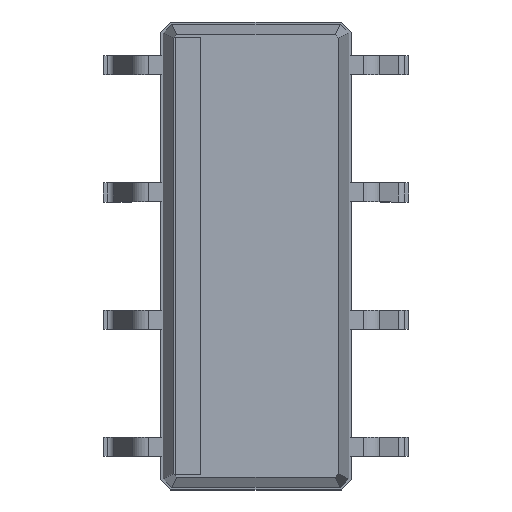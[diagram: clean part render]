
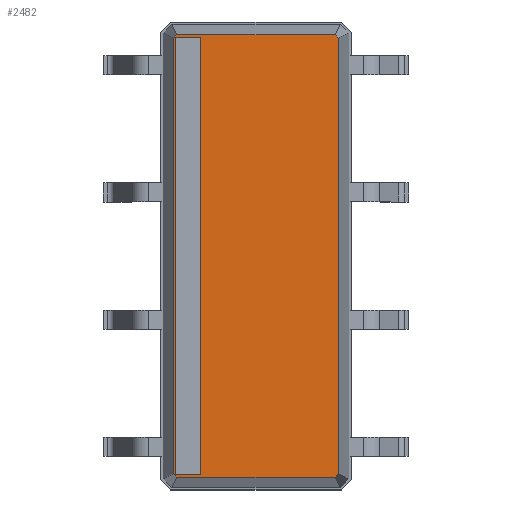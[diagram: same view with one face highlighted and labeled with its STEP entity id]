
A CAD part, top view. The second image highlights one B-rep face of the part: STEP entity #2482.
In plain terms, the highlighted planar face has unit normal (0, 0, 1).
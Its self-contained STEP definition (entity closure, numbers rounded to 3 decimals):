
#27=VECTOR('',#28,1.);
#28=DIRECTION('',(0.,1.,0.));
#83=VECTOR('',#84,1.);
#84=DIRECTION('',(0.707,0.707,0.));
#90=VECTOR('',#91,1.);
#91=DIRECTION('',(1.,0.,0.));
#97=VECTOR('',#98,1.);
#98=DIRECTION('',(0.707,-0.707,0.));
#104=VECTOR('',#105,1.);
#105=DIRECTION('',(0.,-1.,0.));
#111=VECTOR('',#112,1.);
#112=DIRECTION('',(-0.707,-0.707,0.));
#118=VECTOR('',#119,1.);
#119=DIRECTION('',(-1.,0.,0.));
#123=VECTOR('',#124,1.);
#124=DIRECTION('',(-0.707,0.707,0.));
#127=DIRECTION('',(0.,0.,-1.));
#1405=VERTEX_POINT('',#1406);
#1406=CARTESIAN_POINT('',(1.651,-4.347,2.184));
#1409=EDGE_CURVE('',#1410,#1405,#1412,.T.);
#1410=VERTEX_POINT('',#1411);
#1411=CARTESIAN_POINT('',(1.651,4.347,2.184));
#1412=LINE('',#1411,#104);
#1423=VERTEX_POINT('',#1424);
#1424=CARTESIAN_POINT('',(1.578,-4.42,2.184));
#1427=EDGE_CURVE('',#1405,#1423,#1428,.T.);
#1428=LINE('',#1406,#111);
#1437=VERTEX_POINT('',#1438);
#1438=CARTESIAN_POINT('',(-1.578,-4.42,2.184));
#1441=EDGE_CURVE('',#1423,#1437,#1442,.T.);
#1442=LINE('',#1424,#118);
#1451=VERTEX_POINT('',#1452);
#1452=CARTESIAN_POINT('',(-1.651,-4.347,2.184));
#1455=EDGE_CURVE('',#1437,#1451,#1456,.T.);
#1456=LINE('',#1438,#123);
#1477=VERTEX_POINT('',#1478);
#1478=CARTESIAN_POINT('',(-1.651,4.347,2.184));
#1481=EDGE_CURVE('',#1451,#1477,#1482,.T.);
#1482=LINE('',#1452,#27);
#1853=VERTEX_POINT('',#1854);
#1854=CARTESIAN_POINT('',(-1.578,4.42,2.184));
#1857=EDGE_CURVE('',#1477,#1853,#1858,.T.);
#1858=LINE('',#1478,#83);
#1867=VERTEX_POINT('',#1868);
#1868=CARTESIAN_POINT('',(1.578,4.42,2.184));
#1871=EDGE_CURVE('',#1853,#1867,#1872,.T.);
#1872=LINE('',#1854,#90);
#1881=EDGE_CURVE('',#1867,#1410,#1882,.T.);
#1882=LINE('',#1868,#97);
#2482=ADVANCED_FACE('',(#2483,#2493),#2521,.F.);
#2483=FACE_BOUND('',#2484,.F.);
#2484=EDGE_LOOP('',(#2485,#2486,#2487,#2488,#2489,#2490,#2491,#2492));
#2485=ORIENTED_EDGE('',*,*,#1481,.T.);
#2486=ORIENTED_EDGE('',*,*,#1857,.T.);
#2487=ORIENTED_EDGE('',*,*,#1871,.T.);
#2488=ORIENTED_EDGE('',*,*,#1881,.T.);
#2489=ORIENTED_EDGE('',*,*,#1409,.T.);
#2490=ORIENTED_EDGE('',*,*,#1427,.T.);
#2491=ORIENTED_EDGE('',*,*,#1441,.T.);
#2492=ORIENTED_EDGE('',*,*,#1455,.T.);
#2493=FACE_BOUND('',#2494,.F.);
#2494=EDGE_LOOP('',(#2495,#2505,#2511,#2517));
#2495=ORIENTED_EDGE('',*,*,#2496,.F.);
#2496=EDGE_CURVE('',#2497,#2499,#2501,.T.);
#2497=VERTEX_POINT('',#2498);
#2498=CARTESIAN_POINT('',(-1.601,4.37,2.184));
#2499=VERTEX_POINT('',#2500);
#2500=CARTESIAN_POINT('',(-1.101,4.37,2.184));
#2501=LINE('',#2502,#2503);
#2502=CARTESIAN_POINT('',(-1.626,4.37,2.184));
#2503=VECTOR('',#2504,1.);
#2504=DIRECTION('',(1.,-0.,0.));
#2505=ORIENTED_EDGE('',*,*,#2506,.T.);
#2506=EDGE_CURVE('',#2497,#2507,#2509,.T.);
#2507=VERTEX_POINT('',#2508);
#2508=CARTESIAN_POINT('',(-1.601,-4.37,2.184));
#2509=LINE('',#2510,#104);
#2510=CARTESIAN_POINT('',(-1.601,-4.358,2.184));
#2511=ORIENTED_EDGE('',*,*,#2512,.T.);
#2512=EDGE_CURVE('',#2507,#2513,#2515,.T.);
#2513=VERTEX_POINT('',#2514);
#2514=CARTESIAN_POINT('',(-1.101,-4.37,2.184));
#2515=LINE('',#2516,#2503);
#2516=CARTESIAN_POINT('',(-1.626,-4.37,2.184));
#2517=ORIENTED_EDGE('',*,*,#2518,.F.);
#2518=EDGE_CURVE('',#2499,#2513,#2519,.T.);
#2519=LINE('',#2520,#104);
#2520=CARTESIAN_POINT('',(-1.101,-4.358,2.184));
#2521=PLANE('',#2522);
#2522=AXIS2_PLACEMENT_3D('',#1452,#127,#2523);
#2523=DIRECTION('',(0.346,0.938,0.));
